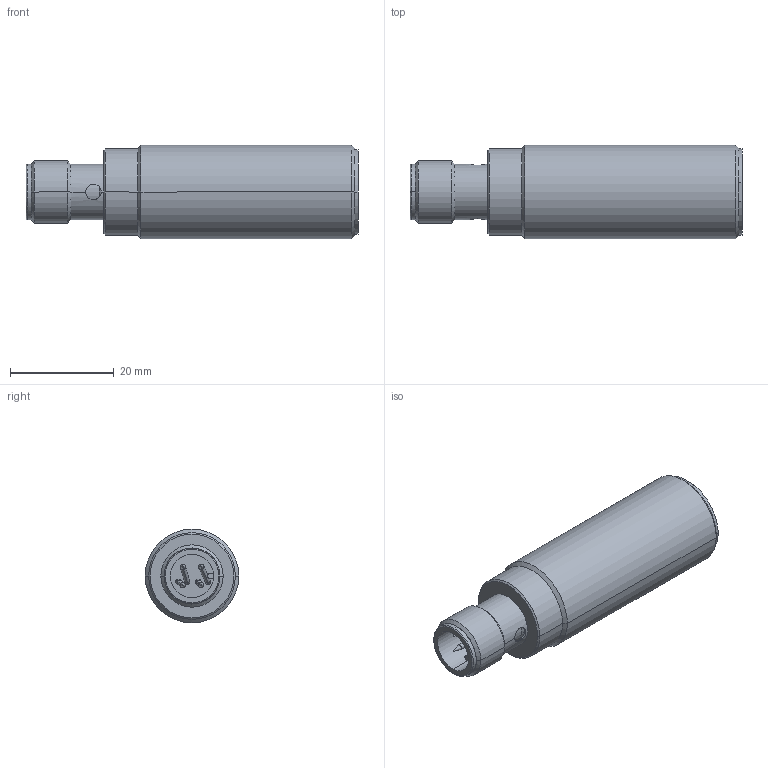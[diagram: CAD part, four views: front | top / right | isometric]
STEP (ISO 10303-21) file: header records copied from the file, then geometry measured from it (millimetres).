
FILE_DESCRIPTION(('STEP AP242'),'1');
FILE_NAME('xs118blnam12.stp','2021-09-25T17:23:22',('TraceParts'),('TraceParts S.A.'),'Spatial InterOp 3D',' ',' ');
FILE_SCHEMA(('AP242_MANAGED_MODEL_BASED_3D_ENGINEERING_MIM_LF {1 0 10303 442 1 1 4}'));
Length unit declared in the file: millimetre
Products named in the file (1): xs118blnam12_1
Bounding box: 63.95 x 18 x 18 mm (x, y, z)
Volume: 6111.2 mm3; surface area: 8958.5 mm2
Topology: 7 solids, 7 shells, 278 faces, 612 edges, 360 vertices
Faces by surface type: cylinder 118, torus 60, cone 52, plane 48
Entity records: 7992 total; most frequent: CARTESIAN_POINT 1560, DIRECTION 1545, ORIENTED_EDGE 1224, AXIS2_PLACEMENT_3D 669, EDGE_CURVE 612, CIRCLE 384, VERTEX_POINT 360, EDGE_LOOP 302
